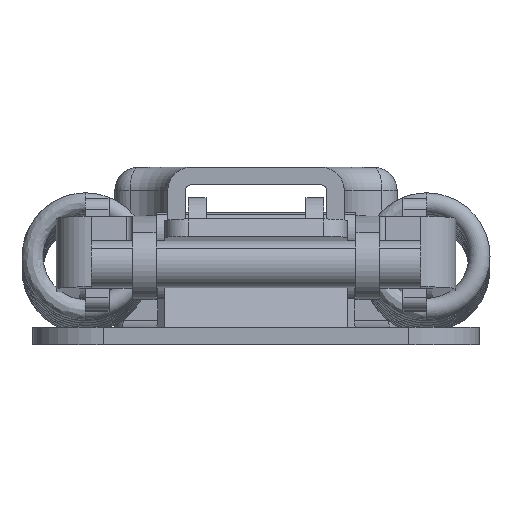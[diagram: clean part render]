
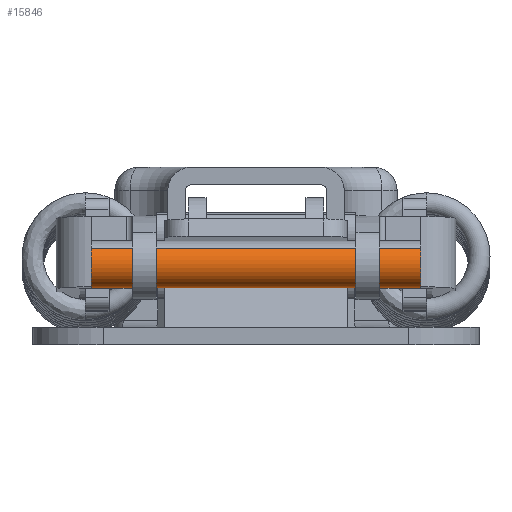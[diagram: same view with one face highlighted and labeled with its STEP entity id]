
A CAD part, front view. The second image highlights one B-rep face of the part: STEP entity #15846.
In plain terms, the highlighted cylindrical face has radius 2 mm (diameter 4 mm), a partial arc.
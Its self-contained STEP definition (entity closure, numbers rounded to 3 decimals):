
#1180 = LINE ( 'NONE', #16996, #9208 ) ;
#1544 = CARTESIAN_POINT ( 'NONE',  ( -14., 0., 0. ) ) ;
#2443 = VERTEX_POINT ( 'NONE', #13741 ) ;
#2578 = ORIENTED_EDGE ( 'NONE', *, *, #11109, .F. ) ;
#2626 = CARTESIAN_POINT ( 'NONE',  ( 14., 0., -2. ) ) ;
#3327 = ORIENTED_EDGE ( 'NONE', *, *, #6854, .T. ) ;
#4004 = EDGE_CURVE ( 'NONE', #11504, #2443, #9305, .T. ) ;
#4345 = AXIS2_PLACEMENT_3D ( 'NONE', #1544, #6940, #14805 ) ;
#5020 = VERTEX_POINT ( 'NONE', #2626 ) ;
#5873 = DIRECTION ( 'NONE',  ( -1., 0., 0. ) ) ;
#5946 = CARTESIAN_POINT ( 'NONE',  ( 14., 0., 2. ) ) ;
#6854 = EDGE_CURVE ( 'NONE', #5020, #11504, #1180, .T. ) ;
#6940 = DIRECTION ( 'NONE',  ( 1., 0., 0. ) ) ;
#7579 = VERTEX_POINT ( 'NONE', #13328 ) ;
#7622 = FACE_OUTER_BOUND ( 'NONE', #16225, .T. ) ;
#8270 = DIRECTION ( 'NONE',  ( 0., 0., 1. ) ) ;
#9208 = VECTOR ( 'NONE', #5873, 1000. ) ;
#9305 = CIRCLE ( 'NONE', #4345, 2. ) ;
#9987 = EDGE_CURVE ( 'NONE', #5020, #7579, #22433, .T. ) ;
#11109 = EDGE_CURVE ( 'NONE', #7579, #2443, #23841, .T. ) ;
#11419 = VECTOR ( 'NONE', #17448, 1000. ) ;
#11504 = VERTEX_POINT ( 'NONE', #13181 ) ;
#11812 = CARTESIAN_POINT ( 'NONE',  ( 14., 0., 0. ) ) ;
#11890 = DIRECTION ( 'NONE',  ( 0., 0., -1. ) ) ;
#13181 = CARTESIAN_POINT ( 'NONE',  ( -14., 0., -2. ) ) ;
#13273 = AXIS2_PLACEMENT_3D ( 'NONE', #16126, #21435, #8270 ) ;
#13328 = CARTESIAN_POINT ( 'NONE',  ( 14., 0., 2. ) ) ;
#13741 = CARTESIAN_POINT ( 'NONE',  ( -14., 0., 2. ) ) ;
#14805 = DIRECTION ( 'NONE',  ( 0., 0., -1. ) ) ;
#15846 = ADVANCED_FACE ( 'NONE', ( #7622 ), #24173, .T. ) ;
#16126 = CARTESIAN_POINT ( 'NONE',  ( 14., 0., 0. ) ) ;
#16225 = EDGE_LOOP ( 'NONE', ( #17619, #3327, #19427, #2578 ) ) ;
#16996 = CARTESIAN_POINT ( 'NONE',  ( 14., 0., -2. ) ) ;
#17421 = DIRECTION ( 'NONE',  ( 1., 0., 0. ) ) ;
#17448 = DIRECTION ( 'NONE',  ( -1., 0., 0. ) ) ;
#17619 = ORIENTED_EDGE ( 'NONE', *, *, #9987, .F. ) ;
#18608 = AXIS2_PLACEMENT_3D ( 'NONE', #11812, #17421, #11890 ) ;
#19427 = ORIENTED_EDGE ( 'NONE', *, *, #4004, .T. ) ;
#21435 = DIRECTION ( 'NONE',  ( -1., 0., 0. ) ) ;
#22433 = CIRCLE ( 'NONE', #18608, 2. ) ;
#23841 = LINE ( 'NONE', #5946, #11419 ) ;
#24173 = CYLINDRICAL_SURFACE ( 'NONE', #13273, 2. ) ;
